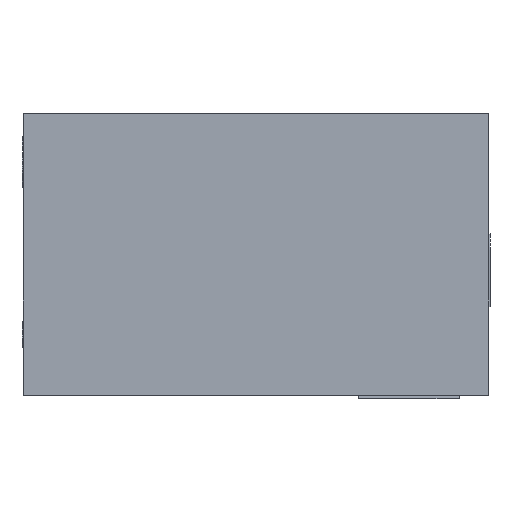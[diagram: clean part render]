
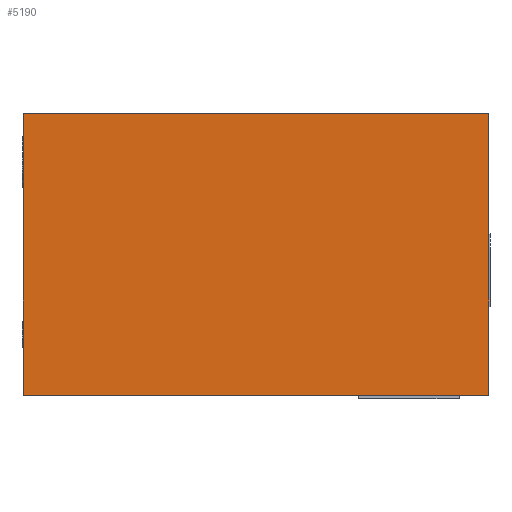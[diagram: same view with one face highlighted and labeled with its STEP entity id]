
A CAD part, left-side view. The second image highlights one B-rep face of the part: STEP entity #5190.
In plain terms, the highlighted planar face has unit normal (-1, 0, 0).
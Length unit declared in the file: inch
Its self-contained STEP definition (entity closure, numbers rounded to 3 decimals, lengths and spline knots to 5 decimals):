
#260=PLANE('',#5449);
#511=FACE_OUTER_BOUND('',#773,.T.);
#773=EDGE_LOOP('',(#4643,#4644,#4645,#4646));
#859=LINE('',#7370,#1467);
#983=LINE('',#7670,#1591);
#990=LINE('',#7682,#1598);
#1045=LINE('',#7790,#1653);
#1467=VECTOR('',#5579,0.3937);
#1591=VECTOR('',#5825,0.3937);
#1598=VECTOR('',#5834,0.3937);
#1653=VECTOR('',#5899,0.3937);
#2173=VERTEX_POINT('',#7366);
#2175=VERTEX_POINT('',#7369);
#2289=VERTEX_POINT('',#7667);
#2290=VERTEX_POINT('',#7669);
#2687=EDGE_CURVE('',#2175,#2173,#859,.T.);
#2835=EDGE_CURVE('',#2289,#2290,#983,.T.);
#2842=EDGE_CURVE('',#2175,#2289,#990,.T.);
#2897=EDGE_CURVE('',#2173,#2290,#1045,.T.);
#4643=ORIENTED_EDGE('',*,*,#2687,.T.);
#4644=ORIENTED_EDGE('',*,*,#2897,.T.);
#4645=ORIENTED_EDGE('',*,*,#2835,.F.);
#4646=ORIENTED_EDGE('',*,*,#2842,.F.);
#5190=ADVANCED_FACE('',(#511),#260,.T.);
#5449=AXIS2_PLACEMENT_3D('',#8459,#6531,#6532);
#5579=DIRECTION('',(0.,0.,-1.));
#5825=DIRECTION('',(0.,0.,-1.));
#5834=DIRECTION('',(0.,-1.,0.));
#5899=DIRECTION('',(0.,-1.,0.));
#6531=DIRECTION('center_axis',(-1.,0.,0.));
#6532=DIRECTION('ref_axis',(0.,0.,-1.));
#7366=CARTESIAN_POINT('',(-0.45865,0.18597,-0.2125));
#7369=CARTESIAN_POINT('',(-0.45865,0.18597,0.2175));
#7370=CARTESIAN_POINT('',(-0.45865,0.18597,0.2175));
#7667=CARTESIAN_POINT('',(-0.45865,-0.52403,0.2175));
#7669=CARTESIAN_POINT('',(-0.45865,-0.52403,-0.2125));
#7670=CARTESIAN_POINT('',(-0.45865,-0.52403,-0.105));
#7682=CARTESIAN_POINT('',(-0.45865,0.18597,0.2175));
#7790=CARTESIAN_POINT('',(-0.45865,0.18597,-0.2125));
#8459=CARTESIAN_POINT('Origin',(-0.45865,0.18597,0.2175));
